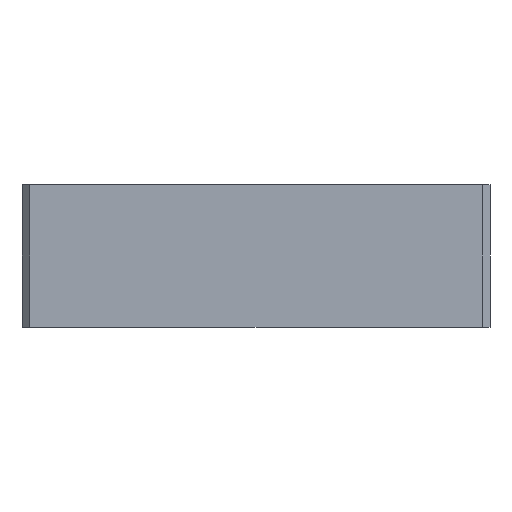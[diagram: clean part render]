
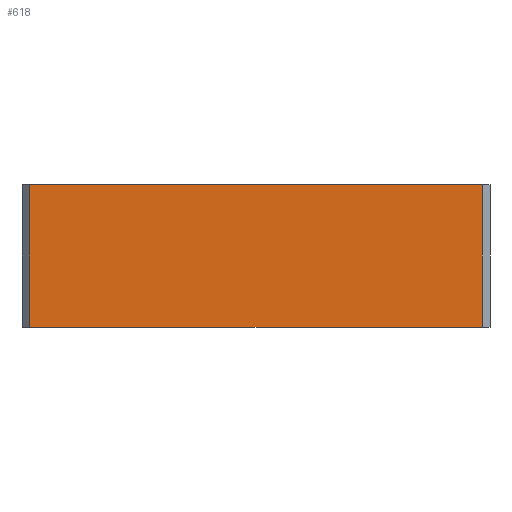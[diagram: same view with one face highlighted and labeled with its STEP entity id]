
A CAD part, left-side view. The second image highlights one B-rep face of the part: STEP entity #618.
In plain terms, the highlighted planar face has unit normal (-1, 0, 0).
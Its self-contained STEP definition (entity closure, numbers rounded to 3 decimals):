
#49=PLANE('',#711);
#69=LINE('',#1003,#115);
#78=LINE('',#1020,#124);
#89=LINE('',#1046,#135);
#96=LINE('',#1080,#142);
#115=VECTOR('',#825,10.);
#124=VECTOR('',#836,10.);
#135=VECTOR('',#861,10.);
#142=VECTOR('',#902,10.);
#188=FACE_OUTER_BOUND('',#233,.T.);
#233=EDGE_LOOP('',(#553,#554,#555,#556));
#306=VERTEX_POINT('',#1000);
#307=VERTEX_POINT('',#1002);
#314=VERTEX_POINT('',#1018);
#322=VERTEX_POINT('',#1044);
#374=EDGE_CURVE('',#306,#307,#69,.T.);
#383=EDGE_CURVE('',#314,#306,#78,.T.);
#396=EDGE_CURVE('',#322,#314,#89,.T.);
#413=EDGE_CURVE('',#307,#322,#96,.T.);
#553=ORIENTED_EDGE('',*,*,#374,.F.);
#554=ORIENTED_EDGE('',*,*,#383,.F.);
#555=ORIENTED_EDGE('',*,*,#396,.F.);
#556=ORIENTED_EDGE('',*,*,#413,.F.);
#618=ADVANCED_FACE('',(#188),#49,.T.);
#711=AXIS2_PLACEMENT_3D('',#1079,#900,#901);
#825=DIRECTION('',(0.,0.,1.));
#836=DIRECTION('',(0.,1.,0.));
#861=DIRECTION('',(0.,0.,-1.));
#900=DIRECTION('center_axis',(-1.,0.,0.));
#901=DIRECTION('ref_axis',(0.,-1.,0.));
#902=DIRECTION('',(0.,-1.,0.));
#1000=CARTESIAN_POINT('',(-18.,8.7,-2.75));
#1002=CARTESIAN_POINT('',(-18.,8.7,2.75));
#1003=CARTESIAN_POINT('',(-18.,8.7,0.));
#1018=CARTESIAN_POINT('',(-18.,-8.7,-2.75));
#1020=CARTESIAN_POINT('',(-18.,-9.,-2.75));
#1044=CARTESIAN_POINT('',(-18.,-8.7,2.75));
#1046=CARTESIAN_POINT('',(-18.,-8.7,0.));
#1079=CARTESIAN_POINT('Origin',(-18.,9.,0.));
#1080=CARTESIAN_POINT('',(-18.,-9.,2.75));
